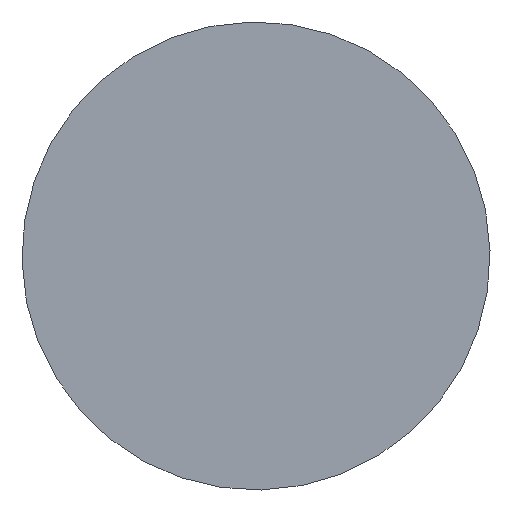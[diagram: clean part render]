
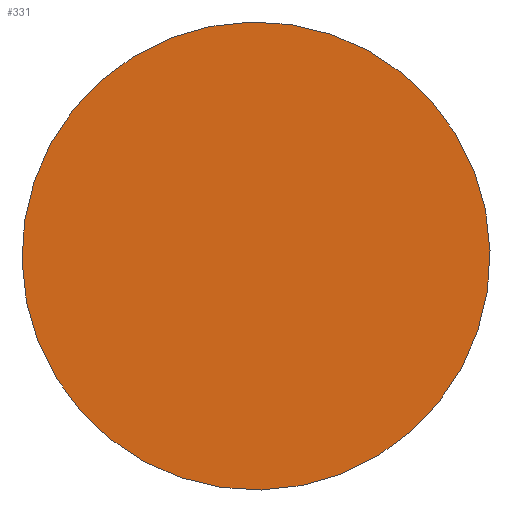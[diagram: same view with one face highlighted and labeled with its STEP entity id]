
A CAD part, front view. The second image highlights one B-rep face of the part: STEP entity #331.
In plain terms, the highlighted planar face has unit normal (0, -1, 0).
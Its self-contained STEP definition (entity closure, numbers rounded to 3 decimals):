
#241=CARTESIAN_POINT('Vertex',(43.148,0.,78.982)) ;
#244=CARTESIAN_POINT('Axis2P3D Location',(0.,0.,0.)) ;
#248=CARTESIAN_POINT('Vertex',(-43.148,0.,-78.982)) ;
#268=CARTESIAN_POINT('Axis2P3D Location',(0.,0.,0.)) ;
#322=CARTESIAN_POINT('Axis2P3D Location',(0.,0.,0.)) ;
#245=DIRECTION('Axis2P3D Direction',(0.,1.,0.)) ;
#269=DIRECTION('Axis2P3D Direction',(0.,1.,0.)) ;
#323=DIRECTION('Axis2P3D Direction',(0.,1.,0.)) ;
#324=DIRECTION('Axis2P3D XDirection',(1.,-0.,0.)) ;
#246=AXIS2_PLACEMENT_3D('Circle Axis2P3D',#244,#245,$) ;
#270=AXIS2_PLACEMENT_3D('Circle Axis2P3D',#268,#269,$) ;
#325=AXIS2_PLACEMENT_3D('Plane Axis2P3D',#322,#323,#324) ;
#328=ORIENTED_EDGE('',*,*,#250,.F.) ;
#329=ORIENTED_EDGE('',*,*,#272,.F.) ;
#331=ADVANCED_FACE('Corps principal',(#330),#326,.F.) ;
#247=CIRCLE('generated circle',#246,90.) ;
#271=CIRCLE('generated circle',#270,90.) ;
#250=EDGE_CURVE('',#242,#249,#247,.T.) ;
#272=EDGE_CURVE('',#249,#242,#271,.T.) ;
#327=EDGE_LOOP('',(#328,#329)) ;
#330=FACE_OUTER_BOUND('',#327,.T.) ;
#326=PLANE('Plane',#325) ;
#242=VERTEX_POINT('',#241) ;
#249=VERTEX_POINT('',#248) ;
